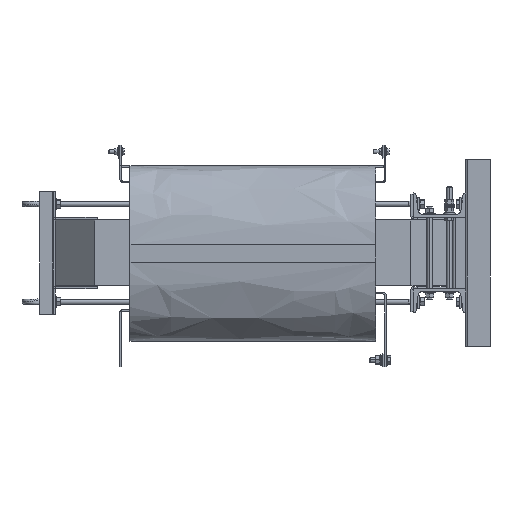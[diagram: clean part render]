
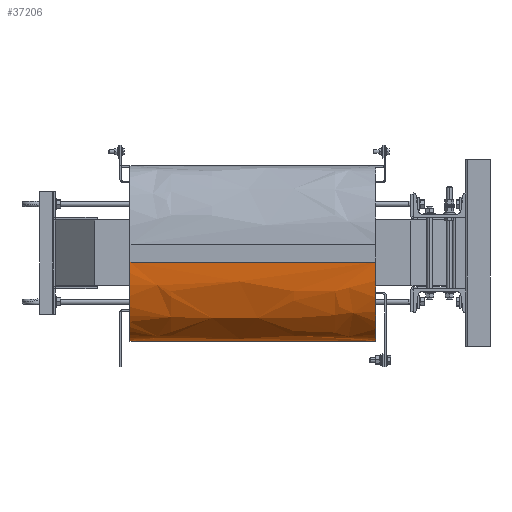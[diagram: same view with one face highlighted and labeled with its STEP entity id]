
A CAD part, left-side view. The second image highlights one B-rep face of the part: STEP entity #37206.
In plain terms, the highlighted free-form (B-spline) face has degree [2, 3] with [3, 4] control points.
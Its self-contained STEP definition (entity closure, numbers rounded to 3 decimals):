
#161 = VECTOR ( 'NONE', #38575, 1000. ) ;
#1127 = CARTESIAN_POINT ( 'NONE',  ( -376., -280., -201. ) ) ;
#1160 = CARTESIAN_POINT ( 'NONE',  ( -376., -102.667, -201. ) ) ;
#1293 = CARTESIAN_POINT ( 'NONE',  ( -376., 308., -201. ) ) ;
#1809 = CARTESIAN_POINT ( 'NONE',  ( -496., 280., -201. ) ) ;
#5111 = LINE ( 'NONE', #26810, #35440 ) ;
#5845 = EDGE_LOOP ( 'NONE', ( #12706, #19033, #30121, #16638 ) ) ;
#6055 = DIRECTION ( 'NONE',  ( 0., -1., 0. ) ) ;
#9349 = LINE ( 'NONE', #35388, #161 ) ;
#9466 = VERTEX_POINT ( 'NONE', #37640 ) ;
#11985 = CARTESIAN_POINT ( 'NONE',  ( -496., -308., -201. ) ) ;
#12706 = ORIENTED_EDGE ( 'NONE', *, *, #18102, .F. ) ;
#13552 = VERTEX_POINT ( 'NONE', #15820 ) ;
#14093 =( BOUNDED_CURVE ( )  B_SPLINE_CURVE ( 2, ( #15575, #1809, #19066 ),
 .UNSPECIFIED., .F., .F. ) 
 B_SPLINE_CURVE_WITH_KNOTS ( ( 3, 3 ),
 ( 0., 0.238 ),
 .UNSPECIFIED. ) 
 CURVE ( )  GEOMETRIC_REPRESENTATION_ITEM ( )  RATIONAL_B_SPLINE_CURVE ( ( 1., 0.707, 1. ) ) 
 REPRESENTATION_ITEM ( '' )  );
#14182 = FACE_OUTER_BOUND ( 'NONE', #5845, .T. ) ;
#15018 = CARTESIAN_POINT ( 'NONE',  ( -496., 308., -21. ) ) ;
#15575 = CARTESIAN_POINT ( 'NONE',  ( -376., 280., -201. ) ) ;
#15820 = CARTESIAN_POINT ( 'NONE',  ( -496., -280., -21. ) ) ;
#16638 = ORIENTED_EDGE ( 'NONE', *, *, #25740, .F. ) ;
#18102 = EDGE_CURVE ( 'Defeature ausgef�hrt2_40+Defeature ausgef�hrt2_48+Defeature ausgef�hrt2_44+Defeature ausgef�hrt2_45', #9466, #20701, #14093, .T. ) ;
#18666 = CARTESIAN_POINT ( 'NONE',  ( -376., 102.667, -201. ) ) ;
#19033 = ORIENTED_EDGE ( 'NONE', *, *, #26098, .F. ) ;
#19066 = CARTESIAN_POINT ( 'NONE',  ( -496., 280., -21. ) ) ;
#20701 = VERTEX_POINT ( 'NONE', #35031 ) ;
#21994 = CARTESIAN_POINT ( 'NONE',  ( -496., -102.667, -21. ) ) ;
#22296 = CARTESIAN_POINT ( 'NONE',  ( -376., -308., -201. ) ) ;
#22427 =( BOUNDED_SURFACE ( )  B_SPLINE_SURFACE ( 2, 3, ( 
 ( #15018, #32762, #21994, #32160 ),
 ( #35960, #32610, #42824, #11985 ),
 ( #1293, #18666, #1160, #22296 ) ),
 .UNSPECIFIED., .F., .F., .F. ) 
 B_SPLINE_SURFACE_WITH_KNOTS ( ( 3, 3 ),
 ( 4, 4 ),
 ( 0., 1. ),
 ( -0.028, 0.588 ),
 .UNSPECIFIED. ) 
 GEOMETRIC_REPRESENTATION_ITEM ( )  RATIONAL_B_SPLINE_SURFACE ( (
 ( 1., 1., 1., 1.),
 ( 0.707, 0.707, 0.707, 0.707),
 ( 1., 1., 1., 1.) ) ) 
 REPRESENTATION_ITEM ( '' )  SURFACE ( )  );
#23064 = EDGE_CURVE ( 'Defeature ausgef�hrt2_41+Defeature ausgef�hrt2_48+Defeature ausgef�hrt2_45+Defeature ausgef�hrt2_44', #13552, #43097, #26920, .T. ) ;
#25740 = EDGE_CURVE ( 'Defeature ausgef�hrt2_45+Defeature ausgef�hrt2_48+Defeature ausgef�hrt2_40+Defeature ausgef�hrt2_41', #20701, #13552, #5111, .T. ) ;
#26098 = EDGE_CURVE ( 'Defeature ausgef�hrt2_44+Defeature ausgef�hrt2_48+Defeature ausgef�hrt2_41+Defeature ausgef�hrt2_40', #43097, #9466, #9349, .T. ) ;
#26810 = CARTESIAN_POINT ( 'NONE',  ( -496., 280., -21. ) ) ;
#26920 =( BOUNDED_CURVE ( )  B_SPLINE_CURVE ( 2, ( #42464, #35747, #35895 ),
 .UNSPECIFIED., .F., .F. ) 
 B_SPLINE_CURVE_WITH_KNOTS ( ( 3, 3 ),
 ( 0., 0.236 ),
 .UNSPECIFIED. ) 
 CURVE ( )  GEOMETRIC_REPRESENTATION_ITEM ( )  RATIONAL_B_SPLINE_CURVE ( ( 1., 0.707, 1. ) ) 
 REPRESENTATION_ITEM ( '' )  );
#30121 = ORIENTED_EDGE ( 'NONE', *, *, #23064, .F. ) ;
#32160 = CARTESIAN_POINT ( 'NONE',  ( -496., -308., -21. ) ) ;
#32610 = CARTESIAN_POINT ( 'NONE',  ( -496., 102.667, -201. ) ) ;
#32762 = CARTESIAN_POINT ( 'NONE',  ( -496., 102.667, -21. ) ) ;
#35031 = CARTESIAN_POINT ( 'NONE',  ( -496., 280., -21. ) ) ;
#35388 = CARTESIAN_POINT ( 'NONE',  ( -376., 280., -201. ) ) ;
#35440 = VECTOR ( 'NONE', #6055, 1000. ) ;
#35747 = CARTESIAN_POINT ( 'NONE',  ( -496., -280., -201. ) ) ;
#35895 = CARTESIAN_POINT ( 'NONE',  ( -376., -280., -201. ) ) ;
#35960 = CARTESIAN_POINT ( 'NONE',  ( -496., 308., -201. ) ) ;
#37206 = ADVANCED_FACE ( 'Defeature ausgef�hrt2_48', ( #14182 ), #22427, .T. ) ;
#37640 = CARTESIAN_POINT ( 'NONE',  ( -376., 280., -201. ) ) ;
#38575 = DIRECTION ( 'NONE',  ( 0., 1., 0. ) ) ;
#42464 = CARTESIAN_POINT ( 'NONE',  ( -496., -280., -21. ) ) ;
#42824 = CARTESIAN_POINT ( 'NONE',  ( -496., -102.667, -201. ) ) ;
#43097 = VERTEX_POINT ( 'NONE', #1127 ) ;
